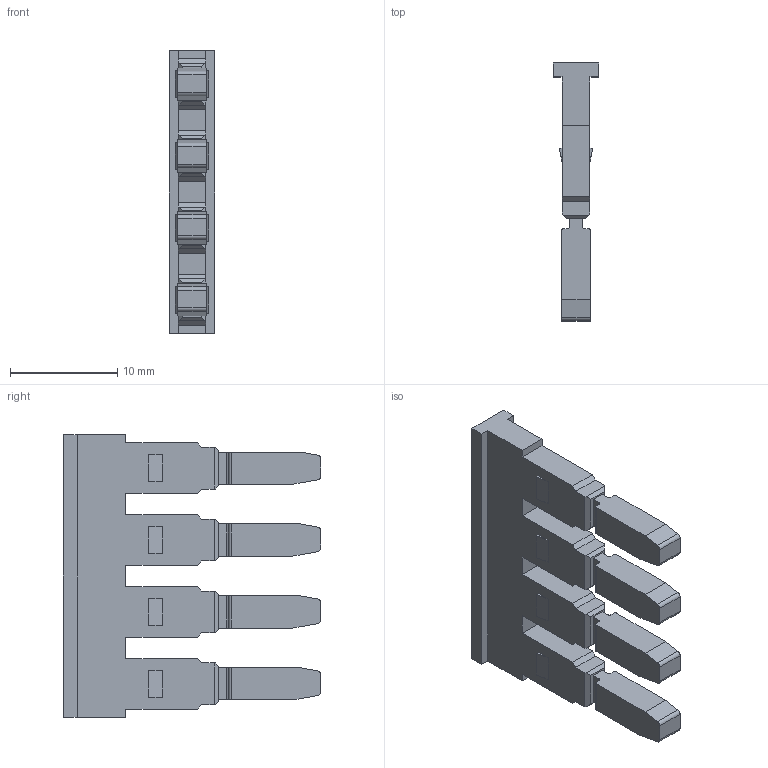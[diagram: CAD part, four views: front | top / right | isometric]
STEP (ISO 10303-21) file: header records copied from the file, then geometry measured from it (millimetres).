
FILE_DESCRIPTION (( 'STEP AP203' ), '1' );
FILE_NAME ('4''LÜ - 4 ÜST KÖPRÜ.STEP', '2020-03-23T11:02:59', ( '' ), ( '' ), 'SwSTEP 2.0', 'SolidWorks 2011', '' );
FILE_SCHEMA (( 'CONFIG_CONTROL_DESIGN' ));
Length unit declared in the file: millimetre
Products named in the file (1): 4''Lﾜ - 4 ﾜST KﾖPRﾜ
Bounding box: 4.2 x 24 x 26.3 mm (x, y, z)
Volume: 1142.1 mm3; surface area: 1483.6 mm2
Topology: 1 solids, 1 shells, 158 faces, 433 edges, 289 vertices
Faces by surface type: plane 134, cylinder 24
Entity records: 5030 total; most frequent: CARTESIAN_POINT 881, ORIENTED_EDGE 866, DIRECTION 799, EDGE_CURVE 433, VECTOR 385, LINE 385, VERTEX_POINT 289, AXIS2_PLACEMENT_3D 207
